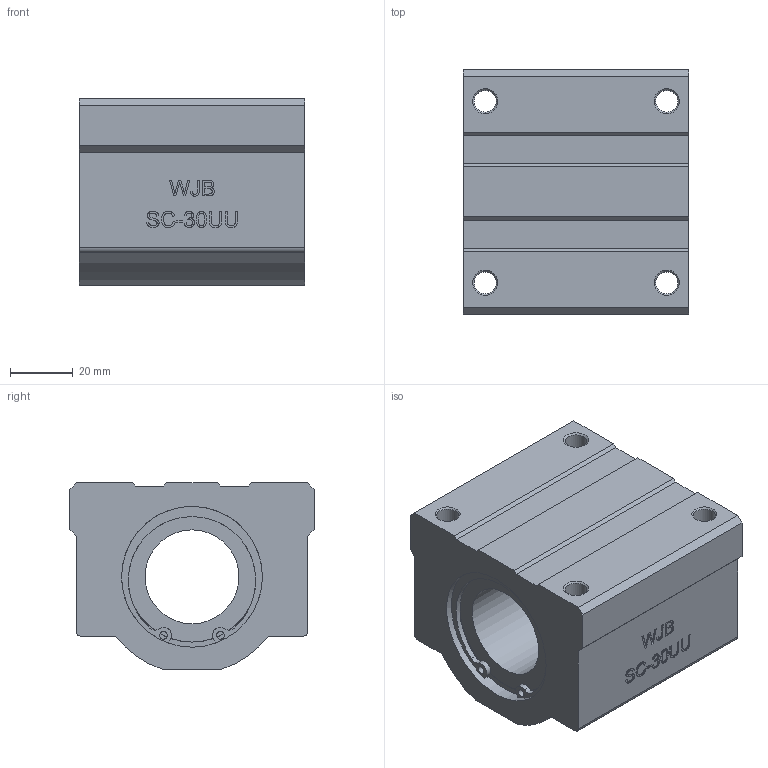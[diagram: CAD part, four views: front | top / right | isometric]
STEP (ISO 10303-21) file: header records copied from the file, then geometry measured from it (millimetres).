
FILE_DESCRIPTION(/* description */ (''),/* implementation_level */ '2;1');
FILE_NAME(/* name */ 'WJB-SC30UU.stp',/* time_stamp */ '2018-11-25T22:12:59+08:00',/* author */ (''),/* organization */ (''),/* preprocessor_version */ 'ST-DEVELOPER v11',/* originating_system */ 'SIEMENS UGS NX 6.0',/* authorisation */ '');
FILE_SCHEMA (('CONFIG_CONTROL_DESIGN'));
Length unit declared in the file: millimetre
Products named in the file (1): WJB-SC30UU
Bounding box: 72 x 78 x 59.5 mm (x, y, z)
Volume: 227920.3 mm3; surface area: 38390.4 mm2
Topology: 3 solids, 3 shells, 243 faces, 619 edges, 406 vertices
Faces by surface type: plane 136, extrusion 72, cylinder 31, cone 4
Full cylindrical faces by diameter (mm): 2.5 x4, 7 x4, 30 x1, 41.7 x2, 43 x2, 45 x4
Entity records: 9328 total; most frequent: CARTESIAN_POINT 3792, ORIENTED_EDGE 1172, DIRECTION 900, EDGE_CURVE 586, VERTEX_POINT 394, VECTOR 352, EDGE_LOOP 310, LINE 280
